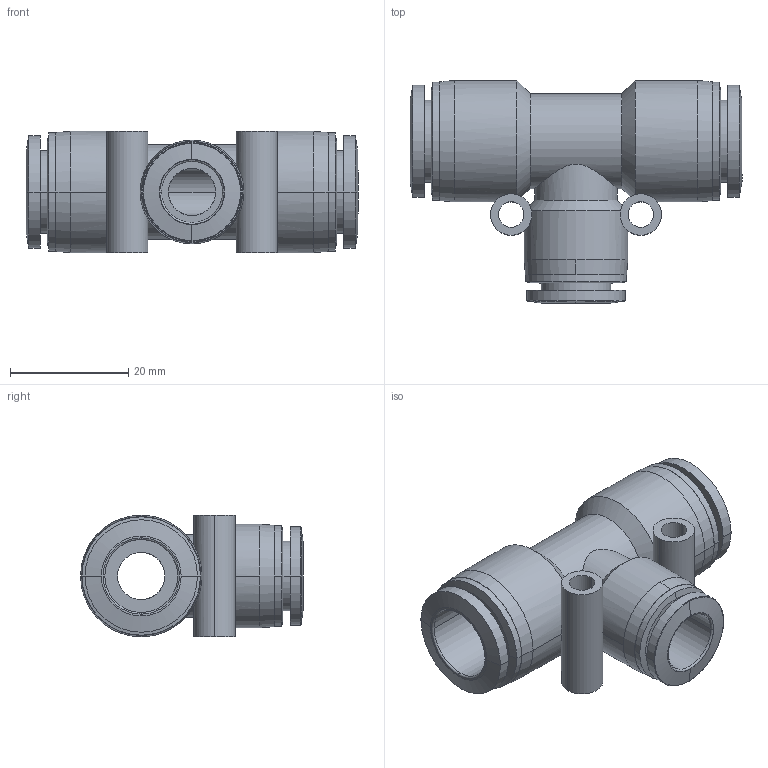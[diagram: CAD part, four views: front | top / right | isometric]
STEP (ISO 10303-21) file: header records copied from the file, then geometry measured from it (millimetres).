
FILE_DESCRIPTION (( 'STEP AP214' ), '1' );
FILE_NAME ('UTR12M-10M.step', '2016-02-24T20:50:04', ( '' ), ( '' ), 'SwSTEP 2.0', 'SolidWorks 2015', '' );
FILE_SCHEMA (( 'AUTOMOTIVE_DESIGN' ));
Length unit declared in the file: inch
Products named in the file (1): UTR12M-10M
Bounding box: 56.1 x 37.65 x 20.5 mm (x, y, z)
Volume: 12703.9 mm3; surface area: 9641.3 mm2
Topology: 1 solids, 1 shells, 97 faces, 230 edges, 144 vertices
Faces by surface type: cylinder 46, cone 24, plane 19, torus 6, bspline 2
Entity records: 4451 total; most frequent: CARTESIAN_POINT 832, DIRECTION 526, ORIENTED_EDGE 460, EDGE_CURVE 230, AXIS2_PLACEMENT_3D 226, VERTEX_POINT 144, CIRCLE 130, EDGE_LOOP 118
